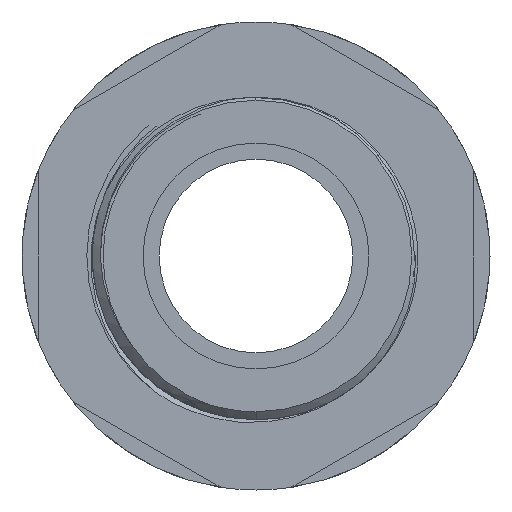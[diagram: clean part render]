
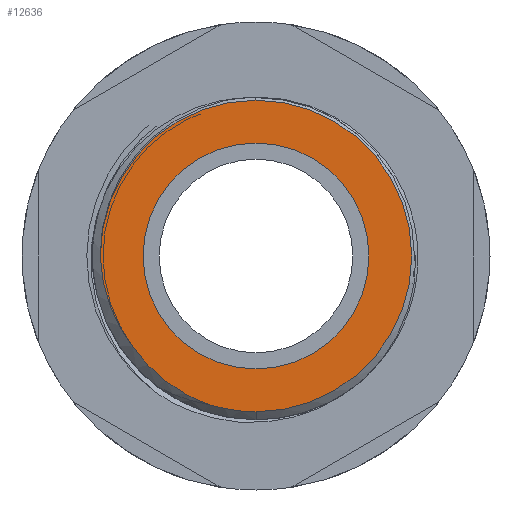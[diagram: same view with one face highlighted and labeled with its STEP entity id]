
A CAD part, front view. The second image highlights one B-rep face of the part: STEP entity #12636.
In plain terms, the highlighted planar face has unit normal (0, -1, 0).
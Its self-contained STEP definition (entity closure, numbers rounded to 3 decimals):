
#158 = EDGE_CURVE ( 'NONE', #550, #2802, #6664, .T. ) ;
#272 = CARTESIAN_POINT ( 'NONE',  ( -9.442, -9., -1.765 ) ) ;
#357 = ORIENTED_EDGE ( 'NONE', *, *, #3530, .F. ) ;
#550 = VERTEX_POINT ( 'NONE', #1922 ) ;
#1143 = B_SPLINE_CURVE_WITH_KNOTS ( 'NONE', 3,
 ( #5015, #11989, #7417, #272, #8608, #1452, #9784, #2661, #10901, #3858, #12045, #5076 ),
 .UNSPECIFIED., .F., .F.,
 ( 4, 2, 2, 2, 2, 4 ),
 ( 0.013, 0.015, 0.016, 0.016, 0.018, 0.019 ),
 .UNSPECIFIED. ) ;
#1370 = VERTEX_POINT ( 'NONE', #12564 ) ;
#1415 = AXIS2_PLACEMENT_3D ( 'NONE', #3360, #6976, #14959 ) ;
#1452 = CARTESIAN_POINT ( 'NONE',  ( -9.252, -9., -2.5 ) ) ;
#1634 = AXIS2_PLACEMENT_3D ( 'NONE', #6604, #14606, #7794 ) ;
#1922 = CARTESIAN_POINT ( 'NONE',  ( -2.854, -9., -9.218 ) ) ;
#1944 = DIRECTION ( 'NONE',  ( 0., -1., 0. ) ) ;
#2181 = CARTESIAN_POINT ( 'NONE',  ( -7.026, -9., -6.426 ) ) ;
#2590 = DIRECTION ( 'NONE',  ( 0., -1., 0. ) ) ;
#2661 = CARTESIAN_POINT ( 'NONE',  ( -8.923, -9., -3.447 ) ) ;
#2802 = VERTEX_POINT ( 'NONE', #9674 ) ;
#3038 = ORIENTED_EDGE ( 'NONE', *, *, #10757, .F. ) ;
#3301 = AXIS2_PLACEMENT_3D ( 'NONE', #9727, #2590, #10837 ) ;
#3360 = CARTESIAN_POINT ( 'NONE',  ( 0., -9., 0. ) ) ;
#3387 = CARTESIAN_POINT ( 'NONE',  ( -5.934, -9., -7.499 ) ) ;
#3530 = EDGE_CURVE ( 'NONE', #1370, #8630, #11042, .T. ) ;
#3616 = CIRCLE ( 'NONE', #3301, 9.65 ) ;
#3858 = CARTESIAN_POINT ( 'NONE',  ( -8.233, -9., -4.785 ) ) ;
#4255 = VERTEX_POINT ( 'NONE', #14386 ) ;
#4283 = EDGE_LOOP ( 'NONE', ( #3038, #357 ) ) ;
#4429 = CARTESIAN_POINT ( 'NONE',  ( 0., -9., 0. ) ) ;
#4547 = EDGE_CURVE ( 'NONE', #4255, #550, #13973, .T. ) ;
#4590 = CARTESIAN_POINT ( 'NONE',  ( -4.702, -9., -8.376 ) ) ;
#4856 = CARTESIAN_POINT ( 'NONE',  ( -9.65, -9., -0.022 ) ) ;
#5015 = CARTESIAN_POINT ( 'NONE',  ( -9.65, -9., -0.022 ) ) ;
#5076 = CARTESIAN_POINT ( 'NONE',  ( -7.64, -9., -5.612 ) ) ;
#5566 = ORIENTED_EDGE ( 'NONE', *, *, #6837, .T. ) ;
#5632 = DIRECTION ( 'NONE',  ( 0., 0., -1. ) ) ;
#5788 = CARTESIAN_POINT ( 'NONE',  ( -3.798, -9., -8.843 ) ) ;
#6388 = FACE_OUTER_BOUND ( 'NONE', #13867, .T. ) ;
#6604 = CARTESIAN_POINT ( 'NONE',  ( 0., -9., 0. ) ) ;
#6664 = CIRCLE ( 'NONE', #13413, 9.65 ) ;
#6837 = EDGE_CURVE ( 'NONE', #2802, #8388, #3616, .T. ) ;
#6976 = DIRECTION ( 'NONE',  ( 0., 1., 0. ) ) ;
#7004 = CARTESIAN_POINT ( 'NONE',  ( -3.094, -9., -9.137 ) ) ;
#7417 = CARTESIAN_POINT ( 'NONE',  ( -9.582, -9., -1.021 ) ) ;
#7794 = DIRECTION ( 'NONE',  ( 0., 0., 1. ) ) ;
#8084 = CIRCLE ( 'NONE', #1634, 9.65 ) ;
#8388 = VERTEX_POINT ( 'NONE', #13845 ) ;
#8544 = EDGE_CURVE ( 'NONE', #11804, #4255, #1143, .T. ) ;
#8608 = CARTESIAN_POINT ( 'NONE',  ( -9.385, -9., -2.013 ) ) ;
#8630 = VERTEX_POINT ( 'NONE', #11010 ) ;
#8788 = ORIENTED_EDGE ( 'NONE', *, *, #4547, .T. ) ;
#9026 = DIRECTION ( 'NONE',  ( 0., 0., 1. ) ) ;
#9046 = DIRECTION ( 'NONE',  ( 0., -1., 0. ) ) ;
#9062 = CARTESIAN_POINT ( 'NONE',  ( 0., -9., 0. ) ) ;
#9084 = CARTESIAN_POINT ( 'NONE',  ( 0., -9., 0. ) ) ;
#9515 = FACE_BOUND ( 'NONE', #4283, .T. ) ;
#9674 = CARTESIAN_POINT ( 'NONE',  ( 0., -9., -9.65 ) ) ;
#9707 = ORIENTED_EDGE ( 'NONE', *, *, #13283, .T. ) ;
#9727 = CARTESIAN_POINT ( 'NONE',  ( 0., -9., 0. ) ) ;
#9784 = CARTESIAN_POINT ( 'NONE',  ( -9.177, -9., -2.739 ) ) ;
#10233 = DIRECTION ( 'NONE',  ( 0., 0., -1. ) ) ;
#10462 = CARTESIAN_POINT ( 'NONE',  ( -6.318, -9., -7.16 ) ) ;
#10684 = AXIS2_PLACEMENT_3D ( 'NONE', #9084, #1944, #10233 ) ;
#10757 = EDGE_CURVE ( 'NONE', #8630, #1370, #14625, .T. ) ;
#10837 = DIRECTION ( 'NONE',  ( 0., 0., 1. ) ) ;
#10901 = CARTESIAN_POINT ( 'NONE',  ( -8.717, -9., -3.903 ) ) ;
#11010 = CARTESIAN_POINT ( 'NONE',  ( 0., -9., -7. ) ) ;
#11042 = CIRCLE ( 'NONE', #10684, 7. ) ;
#11594 = CARTESIAN_POINT ( 'NONE',  ( -5.128, -9., -8.105 ) ) ;
#11804 = VERTEX_POINT ( 'NONE', #4856 ) ;
#11989 = CARTESIAN_POINT ( 'NONE',  ( -9.636, -9., -0.523 ) ) ;
#12045 = CARTESIAN_POINT ( 'NONE',  ( -7.952, -9., -5.211 ) ) ;
#12430 = ORIENTED_EDGE ( 'NONE', *, *, #8544, .T. ) ;
#12564 = CARTESIAN_POINT ( 'NONE',  ( 0., -9., 7. ) ) ;
#12579 = DIRECTION ( 'NONE',  ( 0., -1., 0. ) ) ;
#12596 = PLANE ( 'NONE',  #1415 ) ;
#12636 = ADVANCED_FACE ( 'NONE', ( #9515, #6388 ), #12596, .F. ) ;
#12717 = CARTESIAN_POINT ( 'NONE',  ( -4.029, -9., -8.733 ) ) ;
#13283 = EDGE_CURVE ( 'NONE', #8388, #11804, #8084, .T. ) ;
#13371 = ORIENTED_EDGE ( 'NONE', *, *, #158, .T. ) ;
#13413 = AXIS2_PLACEMENT_3D ( 'NONE', #9062, #9046, #9026 ) ;
#13797 = CARTESIAN_POINT ( 'NONE',  ( -7.349, -9., -6.033 ) ) ;
#13844 = CARTESIAN_POINT ( 'NONE',  ( -3.33, -9., -9.045 ) ) ;
#13845 = CARTESIAN_POINT ( 'NONE',  ( 0., -9., 9.65 ) ) ;
#13867 = EDGE_LOOP ( 'NONE', ( #12430, #8788, #13371, #5566, #9707 ) ) ;
#13963 = AXIS2_PLACEMENT_3D ( 'NONE', #4429, #12579, #5632 ) ;
#13973 = B_SPLINE_CURVE_WITH_KNOTS ( 'NONE', 3,
 ( #14938, #13797, #2181, #10462, #3387, #11594, #4590, #12717, #5788, #13844, #7004, #14988 ),
 .UNSPECIFIED., .F., .F.,
 ( 4, 2, 2, 2, 2, 4 ),
 ( 0., 0.002, 0.003, 0.005, 0.005, 0.006 ),
 .UNSPECIFIED. ) ;
#14386 = CARTESIAN_POINT ( 'NONE',  ( -7.64, -9., -5.612 ) ) ;
#14606 = DIRECTION ( 'NONE',  ( 0., -1., 0. ) ) ;
#14625 = CIRCLE ( 'NONE', #13963, 7. ) ;
#14938 = CARTESIAN_POINT ( 'NONE',  ( -7.64, -9., -5.612 ) ) ;
#14959 = DIRECTION ( 'NONE',  ( 0., 0., 1. ) ) ;
#14988 = CARTESIAN_POINT ( 'NONE',  ( -2.854, -9., -9.218 ) ) ;
